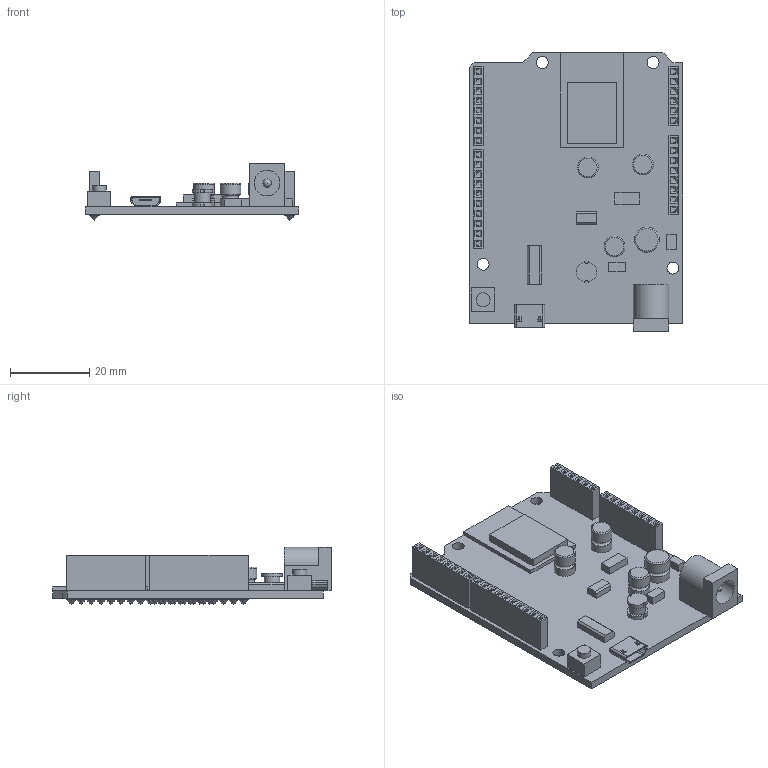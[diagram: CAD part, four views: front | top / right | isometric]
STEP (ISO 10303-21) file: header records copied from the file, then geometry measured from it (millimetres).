
FILE_DESCRIPTION(/* description */ ('STEP AP242','CAx-IF Rec.Pracs.---Representation and Presentation of Product Manufacturing Information (PMI)---4.0---2014-10-13','CAx-IF Rec.Pracs.---3D Tessellated Geometry---0.4---2014-09-14','2;1'),/* implementation_level */ '2;1');
FILE_NAME(/* name */ 'Assembly 1 (25)',/* time_stamp */ '2025-01-01T15:34:07Z',/* author */ (''),/* organization */ (''),/* preprocessor_version */ 'ST-DEVELOPER v20',/* originating_system */ 'ONSHAPE BY PTC INC, 1.191',/* authorisation */ ' ');
FILE_SCHEMA (('AP242_MANAGED_MODEL_BASED_3D_ENGINEERING_MIM_LF { 1 0 10303 442 1 1 4 }'));
Length unit declared in the file: millimetre
Products named in the file (1): PRT0003
Bounding box: 54 x 70.5 x 14.5 mm (x, y, z)
Volume: 11421.9 mm3; surface area: 12604.8 mm2
Topology: 1 solids, 1 shells, 552 faces, 1324 edges, 835 vertices
Faces by surface type: plane 435, cylinder 75, cone 33, torus 8, sphere 1
Full cylindrical faces by diameter (mm): 2.1 x1, 2.48 x13, 2.5 x13, 3 x4, 3.5 x1, 4 x1, 5.244 x6, 6.323 x2, 6.5 x1
Entity records: 15957 total; most frequent: CARTESIAN_POINT 2544, DIRECTION 2444, ORIENTED_EDGE 2356, EDGE_CURVE 1178, LINE 1012, VECTOR 1012, VERTEX_POINT 804, FACE_BOUND 740
